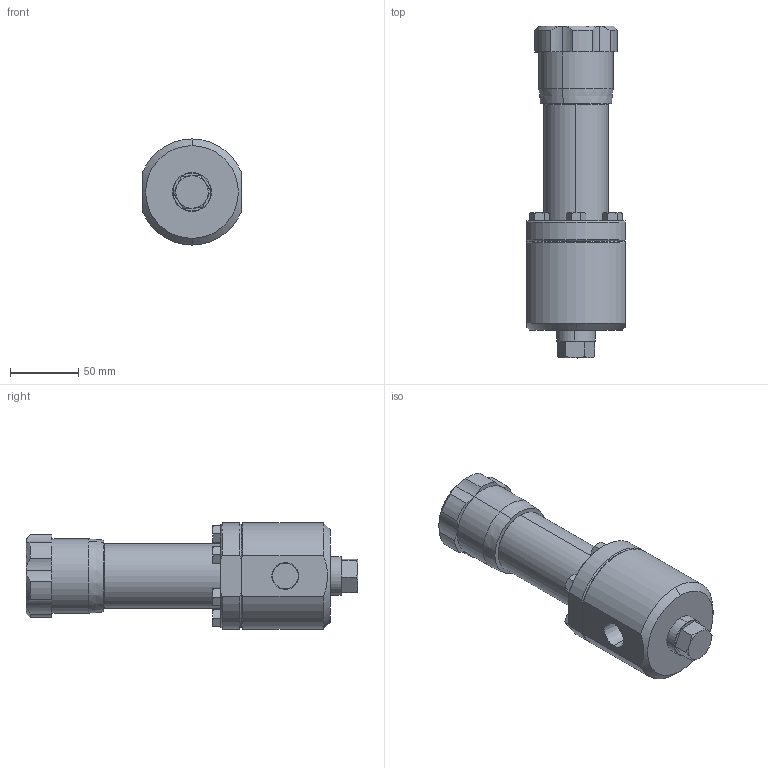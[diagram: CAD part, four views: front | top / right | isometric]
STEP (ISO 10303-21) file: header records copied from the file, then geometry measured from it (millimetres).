
FILE_DESCRIPTION (( 'STEP AP203' ), '1' );
FILE_NAME ('JRPH+JRPL-050-6L-CA-SK.STEP', '2017-09-14T16:22:08', ( '' ), ( '' ), 'SwSTEP 2.0', 'SolidWorks 2014', '' );
FILE_SCHEMA (( 'CONFIG_CONTROL_DESIGN' ));
Length unit declared in the file: inch
Products named in the file (1): JRPH+JRPL-050-6L-CA-SK
Bounding box: 72.01 x 243.84 x 78 mm (x, y, z)
Volume: 668529.7 mm3; surface area: 57996.8 mm2
Topology: 1 solids, 1 shells, 169 faces, 382 edges, 229 vertices
Faces by surface type: cone 69, plane 68, cylinder 32
Entity records: 5204 total; most frequent: CARTESIAN_POINT 1475, ORIENTED_EDGE 764, DIRECTION 743, EDGE_CURVE 382, AXIS2_PLACEMENT_3D 301, VERTEX_POINT 229, EDGE_LOOP 183, ADVANCED_FACE 169
